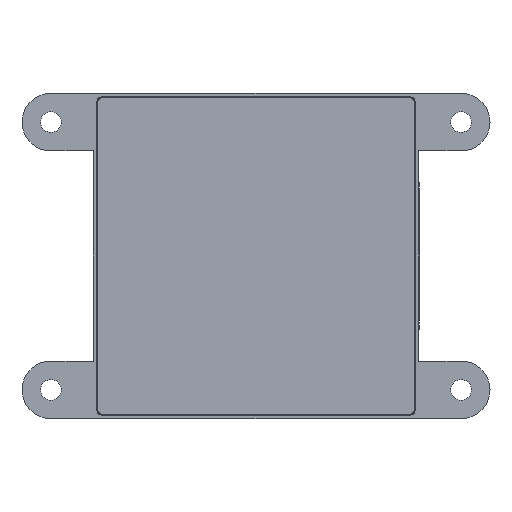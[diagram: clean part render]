
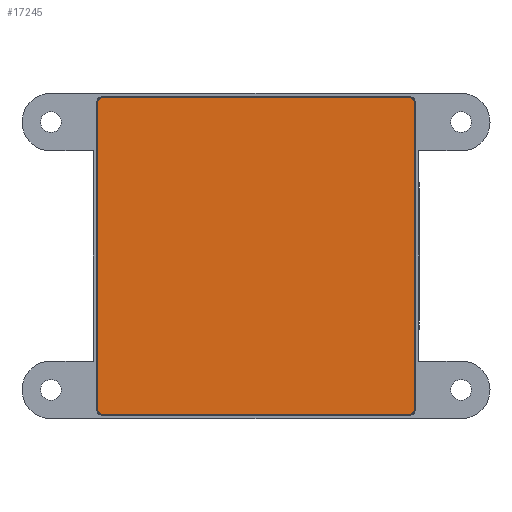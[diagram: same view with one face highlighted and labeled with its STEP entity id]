
A CAD part, front view. The second image highlights one B-rep face of the part: STEP entity #17245.
In plain terms, the highlighted planar face has unit normal (0, -1, 0).
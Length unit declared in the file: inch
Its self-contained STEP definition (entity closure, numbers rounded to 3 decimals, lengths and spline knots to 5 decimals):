
#243 = CARTESIAN_POINT ( 'NONE',  ( 1.03801, 0., 1.07 ) ) ;
#465 = VERTEX_POINT ( 'NONE', #132048 ) ;
#10951 = CARTESIAN_POINT ( 'NONE',  ( -1.07, 0., 1.05675 ) ) ;
#13194 = EDGE_CURVE ( 'NONE', #103305, #465, #25961, .T. ) ;
#13356 = CARTESIAN_POINT ( 'NONE',  ( -1.07, 0., 1.07 ) ) ;
#13920 = DIRECTION ( 'NONE',  ( 0., 0., 1. ) ) ;
#15299 = CARTESIAN_POINT ( 'NONE',  ( 1.07, 0., -1.03801 ) ) ;
#15704 = ORIENTED_EDGE ( 'NONE', *, *, #156969, .T. ) ;
#17245 = ADVANCED_FACE ( 'NONE', ( #169925 ), #53281, .F. ) ;
#17719 = EDGE_CURVE ( 'NONE', #77107, #67779, #70782, .T. ) ;
#21018 = EDGE_CURVE ( 'NONE', #162288, #41463, #83923, .T. ) ;
#23605 = DIRECTION ( 'NONE',  ( -1., 0., 0. ) ) ;
#24289 = CARTESIAN_POINT ( 'NONE',  ( -1.05675, 0., -1.07 ) ) ;
#25961 = LINE ( 'NONE', #76994, #127037 ) ;
#25982 = CARTESIAN_POINT ( 'NONE',  ( -1.07, 0., -1.03801 ) ) ;
#35093 = CARTESIAN_POINT ( 'NONE',  ( 1.03801, 0., 1.07 ) ) ;
#36155 = ORIENTED_EDGE ( 'NONE', *, *, #73891, .F. ) ;
#38859 = CARTESIAN_POINT ( 'NONE',  ( 1.05675, 0., -1.07 ) ) ;
#41463 = VERTEX_POINT ( 'NONE', #107307 ) ;
#43002 = AXIS2_PLACEMENT_3D ( 'NONE', #13356, #170861, #77603 ) ;
#46009 = VECTOR ( 'NONE', #114331, 39.37008 ) ;
#47770 = CARTESIAN_POINT ( 'NONE',  ( 1.07, 0., 1.05675 ) ) ;
#50292 = CARTESIAN_POINT ( 'NONE',  ( -1.03801, 0., 1.07 ) ) ;
#50394 = CARTESIAN_POINT ( 'NONE',  ( 1.07, 0., -1.03801 ) ) ;
#53281 = PLANE ( 'NONE',  #43002 ) ;
#54801 =( BOUNDED_CURVE ( )  B_SPLINE_CURVE ( 3, ( #50292, #75697, #10951, #167855 ),
 .UNSPECIFIED., .F., .F. ) 
 B_SPLINE_CURVE_WITH_KNOTS ( ( 4, 4 ),
 ( 5.49813, 7.06824 ),
 .UNSPECIFIED. ) 
 CURVE ( )  GEOMETRIC_REPRESENTATION_ITEM ( )  RATIONAL_B_SPLINE_CURVE ( ( 1., 0.805, 0.805, 1. ) ) 
 REPRESENTATION_ITEM ( '' )  );
#58478 = ORIENTED_EDGE ( 'NONE', *, *, #115487, .T. ) ;
#66842 =( BOUNDED_CURVE ( )  B_SPLINE_CURVE ( 3, ( #115572, #38859, #90811, #50394 ),
 .UNSPECIFIED., .F., .T. ) 
 B_SPLINE_CURVE_WITH_KNOTS ( ( 4, 4 ),
 ( 5.49813, 7.06824 ),
 .UNSPECIFIED. ) 
 CURVE ( )  GEOMETRIC_REPRESENTATION_ITEM ( )  RATIONAL_B_SPLINE_CURVE ( ( 1., 0.805, 0.805, 1. ) ) 
 REPRESENTATION_ITEM ( '' )  );
#67779 = VERTEX_POINT ( 'NONE', #243 ) ;
#68469 = VECTOR ( 'NONE', #144026, 39.37008 ) ;
#70782 = LINE ( 'NONE', #167298, #46009 ) ;
#73891 = EDGE_CURVE ( 'NONE', #159702, #145133, #80986, .T. ) ;
#75697 = CARTESIAN_POINT ( 'NONE',  ( -1.05675, 0., 1.07 ) ) ;
#76994 = CARTESIAN_POINT ( 'NONE',  ( -1.07, 0., -1.07 ) ) ;
#77107 = VERTEX_POINT ( 'NONE', #114316 ) ;
#77603 = DIRECTION ( 'NONE',  ( 0., 0., 1. ) ) ;
#80986 = LINE ( 'NONE', #130771, #68469 ) ;
#81924 = VECTOR ( 'NONE', #23605, 39.37008 ) ;
#83480 =( BOUNDED_CURVE ( )  B_SPLINE_CURVE ( 3, ( #25982, #156865, #24289, #157423 ),
 .UNSPECIFIED., .F., .F. ) 
 B_SPLINE_CURVE_WITH_KNOTS ( ( 4, 4 ),
 ( 5.49813, 7.06824 ),
 .UNSPECIFIED. ) 
 CURVE ( )  GEOMETRIC_REPRESENTATION_ITEM ( )  RATIONAL_B_SPLINE_CURVE ( ( 1., 0.805, 0.805, 1. ) ) 
 REPRESENTATION_ITEM ( '' )  );
#83923 = LINE ( 'NONE', #102652, #81924 ) ;
#86535 = CARTESIAN_POINT ( 'NONE',  ( 1.07, 0., 1.03801 ) ) ;
#90811 = CARTESIAN_POINT ( 'NONE',  ( 1.07, 0., -1.05675 ) ) ;
#92576 = ORIENTED_EDGE ( 'NONE', *, *, #13194, .F. ) ;
#96779 = CARTESIAN_POINT ( 'NONE',  ( 1.03801, 0., -1.07 ) ) ;
#96841 = CARTESIAN_POINT ( 'NONE',  ( -1.07, 0., -1.03801 ) ) ;
#102652 = CARTESIAN_POINT ( 'NONE',  ( -1.07, 0., -1.07 ) ) ;
#103305 = VERTEX_POINT ( 'NONE', #96841 ) ;
#107307 = CARTESIAN_POINT ( 'NONE',  ( -1.03801, 0., -1.07 ) ) ;
#114316 = CARTESIAN_POINT ( 'NONE',  ( -1.03801, 0., 1.07 ) ) ;
#114331 = DIRECTION ( 'NONE',  ( 1., 0., 0. ) ) ;
#114747 = EDGE_LOOP ( 'NONE', ( #92576, #15704, #168071, #128183, #36155, #150275, #122867, #58478 ) ) ;
#115487 = EDGE_CURVE ( 'NONE', #77107, #465, #54801, .T. ) ;
#115572 = CARTESIAN_POINT ( 'NONE',  ( 1.03801, 0., -1.07 ) ) ;
#122867 = ORIENTED_EDGE ( 'NONE', *, *, #17719, .F. ) ;
#127037 = VECTOR ( 'NONE', #13920, 39.37008 ) ;
#128183 = ORIENTED_EDGE ( 'NONE', *, *, #137611, .T. ) ;
#130771 = CARTESIAN_POINT ( 'NONE',  ( 1.07, 0., -1.07 ) ) ;
#131636 = EDGE_CURVE ( 'NONE', #159702, #67779, #146127, .T. ) ;
#132048 = CARTESIAN_POINT ( 'NONE',  ( -1.07, 0., 1.03801 ) ) ;
#137611 = EDGE_CURVE ( 'NONE', #162288, #145133, #66842, .T. ) ;
#139983 = CARTESIAN_POINT ( 'NONE',  ( 1.05675, 0., 1.07 ) ) ;
#144026 = DIRECTION ( 'NONE',  ( 0., 0., -1. ) ) ;
#145133 = VERTEX_POINT ( 'NONE', #15299 ) ;
#146127 =( BOUNDED_CURVE ( )  B_SPLINE_CURVE ( 3, ( #166537, #47770, #139983, #35093 ),
 .UNSPECIFIED., .F., .T. ) 
 B_SPLINE_CURVE_WITH_KNOTS ( ( 4, 4 ),
 ( 5.49813, 7.06824 ),
 .UNSPECIFIED. ) 
 CURVE ( )  GEOMETRIC_REPRESENTATION_ITEM ( )  RATIONAL_B_SPLINE_CURVE ( ( 1., 0.805, 0.805, 1. ) ) 
 REPRESENTATION_ITEM ( '' )  );
#150275 = ORIENTED_EDGE ( 'NONE', *, *, #131636, .T. ) ;
#156865 = CARTESIAN_POINT ( 'NONE',  ( -1.07, 0., -1.05675 ) ) ;
#156969 = EDGE_CURVE ( 'NONE', #103305, #41463, #83480, .T. ) ;
#157423 = CARTESIAN_POINT ( 'NONE',  ( -1.03801, 0., -1.07 ) ) ;
#159702 = VERTEX_POINT ( 'NONE', #86535 ) ;
#162288 = VERTEX_POINT ( 'NONE', #96779 ) ;
#166537 = CARTESIAN_POINT ( 'NONE',  ( 1.07, 0., 1.03801 ) ) ;
#167298 = CARTESIAN_POINT ( 'NONE',  ( -1.07, 0., 1.07 ) ) ;
#167855 = CARTESIAN_POINT ( 'NONE',  ( -1.07, 0., 1.03801 ) ) ;
#168071 = ORIENTED_EDGE ( 'NONE', *, *, #21018, .F. ) ;
#169925 = FACE_OUTER_BOUND ( 'NONE', #114747, .T. ) ;
#170861 = DIRECTION ( 'NONE',  ( 0., 1., 0. ) ) ;
